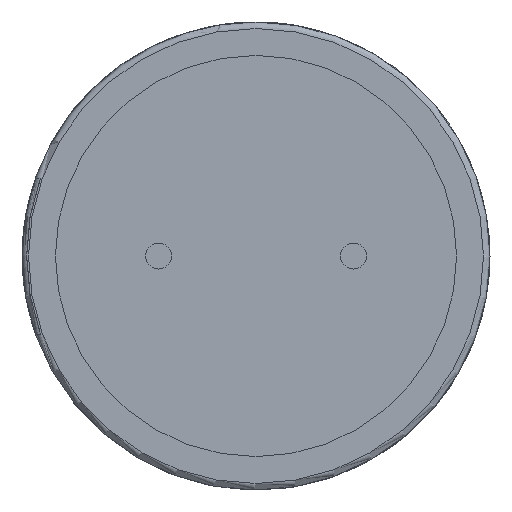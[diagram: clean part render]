
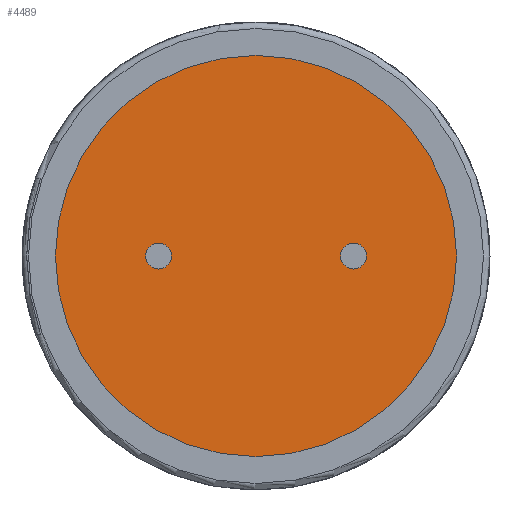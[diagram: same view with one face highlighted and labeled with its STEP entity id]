
A CAD part, front view. The second image highlights one B-rep face of the part: STEP entity #4489.
In plain terms, the highlighted planar face has unit normal (0, -1, 0).
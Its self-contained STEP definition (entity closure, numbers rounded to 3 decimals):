
#64=FACE_BOUND('',#759,.T.);
#65=FACE_BOUND('',#760,.T.);
#167=PLANE('',#4779);
#499=FACE_OUTER_BOUND('',#758,.T.);
#758=EDGE_LOOP('',(#3980));
#759=EDGE_LOOP('',(#3981));
#760=EDGE_LOOP('',(#3982));
#869=CIRCLE('',#4771,0.5);
#871=CIRCLE('',#4775,0.5);
#872=CIRCLE('',#4778,7.714);
#2085=VERTEX_POINT('',#11415);
#2087=VERTEX_POINT('',#11422);
#2088=VERTEX_POINT('',#11427);
#2715=EDGE_CURVE('',#2085,#2085,#869,.T.);
#2718=EDGE_CURVE('',#2087,#2087,#871,.T.);
#2720=EDGE_CURVE('',#2088,#2088,#872,.T.);
#3980=ORIENTED_EDGE('',*,*,#2720,.T.);
#3981=ORIENTED_EDGE('',*,*,#2715,.T.);
#3982=ORIENTED_EDGE('',*,*,#2718,.T.);
#4489=ADVANCED_FACE('',(#499,#64,#65),#167,.T.);
#4771=AXIS2_PLACEMENT_3D('',#11417,#5591,#5592);
#4775=AXIS2_PLACEMENT_3D('',#11424,#5600,#5601);
#4778=AXIS2_PLACEMENT_3D('',#11429,#5607,#5608);
#4779=AXIS2_PLACEMENT_3D('',#11430,#5609,#5610);
#5591=DIRECTION('center_axis',(0.,1.,0.));
#5592=DIRECTION('ref_axis',(1.,0.,0.));
#5600=DIRECTION('center_axis',(0.,1.,0.));
#5601=DIRECTION('ref_axis',(1.,0.,0.));
#5607=DIRECTION('center_axis',(0.,-1.,0.));
#5608=DIRECTION('ref_axis',(1.,0.,0.));
#5609=DIRECTION('center_axis',(0.,-1.,0.));
#5610=DIRECTION('ref_axis',(0.,0.,-1.));
#11415=CARTESIAN_POINT('',(3.25,0.1,0.));
#11417=CARTESIAN_POINT('Origin',(3.75,0.1,0.));
#11422=CARTESIAN_POINT('',(-4.25,0.1,0.));
#11424=CARTESIAN_POINT('Origin',(-3.75,0.1,0.));
#11427=CARTESIAN_POINT('',(-7.714,0.1,0.));
#11429=CARTESIAN_POINT('Origin',(0.,0.1,0.));
#11430=CARTESIAN_POINT('Origin',(0.,0.1,0.));
